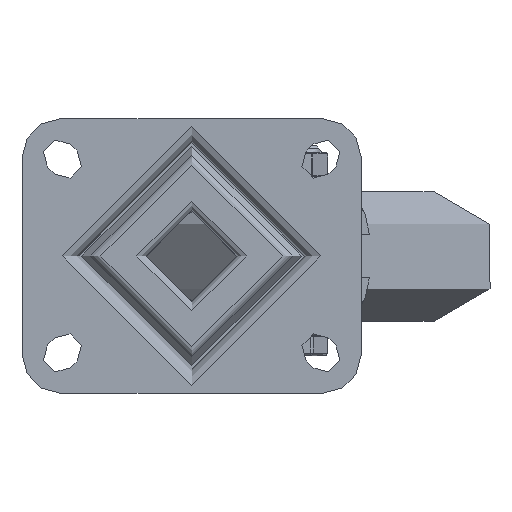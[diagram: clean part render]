
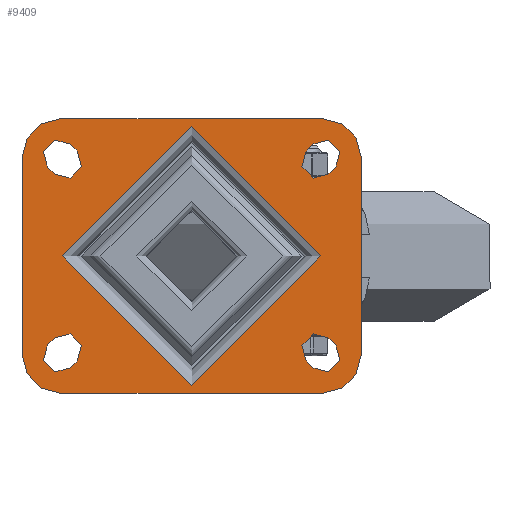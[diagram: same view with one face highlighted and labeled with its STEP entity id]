
A CAD part, top view. The second image highlights one B-rep face of the part: STEP entity #9409.
In plain terms, the highlighted planar face has unit normal (0, 0, 1).
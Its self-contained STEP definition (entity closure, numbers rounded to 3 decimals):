
#926=FACE_BOUND('',#1893,.T.);
#927=FACE_BOUND('',#1894,.T.);
#928=FACE_BOUND('',#1895,.T.);
#929=FACE_BOUND('',#1896,.T.);
#930=FACE_BOUND('',#1897,.T.);
#1033=PLANE('',#10232);
#1302=FACE_OUTER_BOUND('',#1892,.T.);
#1892=EDGE_LOOP('',(#6530,#6531,#6532,#6533,#6534,#6535,#6536,#6537));
#1893=EDGE_LOOP('',(#6538));
#1894=EDGE_LOOP('',(#6539,#6540,#6541,#6542));
#1895=EDGE_LOOP('',(#6543,#6544,#6545,#6546));
#1896=EDGE_LOOP('',(#6547,#6548,#6549,#6550));
#1897=EDGE_LOOP('',(#6551,#6552,#6553,#6554));
#2593=LINE('',#13674,#3170);
#2594=LINE('',#13675,#3171);
#2595=LINE('',#13676,#3172);
#2596=LINE('',#13677,#3173);
#2597=LINE('',#13678,#3174);
#2598=LINE('',#13679,#3175);
#2599=LINE('',#13680,#3176);
#2600=LINE('',#13681,#3177);
#2601=LINE('',#13682,#3178);
#2602=LINE('',#13683,#3179);
#2603=LINE('',#13684,#3180);
#2604=LINE('',#13685,#3181);
#3170=VECTOR('',#11269,1000.);
#3171=VECTOR('',#11270,1000.);
#3172=VECTOR('',#11271,1000.);
#3173=VECTOR('',#11272,1000.);
#3174=VECTOR('',#11273,1000.);
#3175=VECTOR('',#11274,1000.);
#3176=VECTOR('',#11275,1000.);
#3177=VECTOR('',#11276,1000.);
#3178=VECTOR('',#11277,1000.);
#3179=VECTOR('',#11278,1000.);
#3180=VECTOR('',#11279,1000.);
#3181=VECTOR('',#11280,1000.);
#3705=CIRCLE('',#10162,5.);
#3708=CIRCLE('',#10166,5.);
#3709=CIRCLE('',#10168,5.);
#3712=CIRCLE('',#10172,5.);
#3713=CIRCLE('',#10174,5.);
#3716=CIRCLE('',#10178,5.);
#3717=CIRCLE('',#10180,5.);
#3720=CIRCLE('',#10184,5.);
#3722=CIRCLE('',#10187,12.);
#3724=CIRCLE('',#10190,12.);
#3726=CIRCLE('',#10193,12.);
#3728=CIRCLE('',#10196,12.);
#3737=CIRCLE('',#10210,40.);
#4095=VERTEX_POINT('',#13496);
#4096=VERTEX_POINT('',#13497);
#4101=VERTEX_POINT('',#13508);
#4102=VERTEX_POINT('',#13510);
#4103=VERTEX_POINT('',#13514);
#4104=VERTEX_POINT('',#13515);
#4109=VERTEX_POINT('',#13526);
#4110=VERTEX_POINT('',#13528);
#4111=VERTEX_POINT('',#13532);
#4112=VERTEX_POINT('',#13533);
#4117=VERTEX_POINT('',#13544);
#4118=VERTEX_POINT('',#13546);
#4119=VERTEX_POINT('',#13550);
#4120=VERTEX_POINT('',#13551);
#4125=VERTEX_POINT('',#13562);
#4126=VERTEX_POINT('',#13564);
#4129=VERTEX_POINT('',#13571);
#4130=VERTEX_POINT('',#13573);
#4133=VERTEX_POINT('',#13580);
#4134=VERTEX_POINT('',#13582);
#4137=VERTEX_POINT('',#13589);
#4138=VERTEX_POINT('',#13591);
#4141=VERTEX_POINT('',#13598);
#4142=VERTEX_POINT('',#13600);
#4149=VERTEX_POINT('',#13624);
#5004=EDGE_CURVE('',#4095,#4096,#3705,.T.);
#5010=EDGE_CURVE('',#4101,#4102,#3708,.T.);
#5012=EDGE_CURVE('',#4103,#4104,#3709,.T.);
#5018=EDGE_CURVE('',#4109,#4110,#3712,.T.);
#5020=EDGE_CURVE('',#4111,#4112,#3713,.T.);
#5026=EDGE_CURVE('',#4117,#4118,#3716,.T.);
#5028=EDGE_CURVE('',#4119,#4120,#3717,.T.);
#5034=EDGE_CURVE('',#4125,#4126,#3720,.T.);
#5038=EDGE_CURVE('',#4129,#4130,#3722,.T.);
#5042=EDGE_CURVE('',#4133,#4134,#3724,.T.);
#5046=EDGE_CURVE('',#4137,#4138,#3726,.T.);
#5050=EDGE_CURVE('',#4141,#4142,#3728,.T.);
#5062=EDGE_CURVE('',#4149,#4149,#3737,.T.);
#5091=EDGE_CURVE('',#4138,#4141,#2593,.T.);
#5092=EDGE_CURVE('',#4134,#4137,#2594,.T.);
#5093=EDGE_CURVE('',#4130,#4133,#2595,.T.);
#5094=EDGE_CURVE('',#4142,#4129,#2596,.T.);
#5095=EDGE_CURVE('',#4120,#4125,#2597,.T.);
#5096=EDGE_CURVE('',#4126,#4119,#2598,.T.);
#5097=EDGE_CURVE('',#4112,#4117,#2599,.T.);
#5098=EDGE_CURVE('',#4118,#4111,#2600,.T.);
#5099=EDGE_CURVE('',#4104,#4109,#2601,.T.);
#5100=EDGE_CURVE('',#4110,#4103,#2602,.T.);
#5101=EDGE_CURVE('',#4096,#4101,#2603,.T.);
#5102=EDGE_CURVE('',#4102,#4095,#2604,.T.);
#6530=ORIENTED_EDGE('',*,*,#5050,.F.);
#6531=ORIENTED_EDGE('',*,*,#5091,.F.);
#6532=ORIENTED_EDGE('',*,*,#5046,.F.);
#6533=ORIENTED_EDGE('',*,*,#5092,.F.);
#6534=ORIENTED_EDGE('',*,*,#5042,.F.);
#6535=ORIENTED_EDGE('',*,*,#5093,.F.);
#6536=ORIENTED_EDGE('',*,*,#5038,.F.);
#6537=ORIENTED_EDGE('',*,*,#5094,.F.);
#6538=ORIENTED_EDGE('',*,*,#5062,.F.);
#6539=ORIENTED_EDGE('',*,*,#5034,.F.);
#6540=ORIENTED_EDGE('',*,*,#5095,.F.);
#6541=ORIENTED_EDGE('',*,*,#5028,.F.);
#6542=ORIENTED_EDGE('',*,*,#5096,.F.);
#6543=ORIENTED_EDGE('',*,*,#5026,.F.);
#6544=ORIENTED_EDGE('',*,*,#5097,.F.);
#6545=ORIENTED_EDGE('',*,*,#5020,.F.);
#6546=ORIENTED_EDGE('',*,*,#5098,.F.);
#6547=ORIENTED_EDGE('',*,*,#5018,.F.);
#6548=ORIENTED_EDGE('',*,*,#5099,.F.);
#6549=ORIENTED_EDGE('',*,*,#5012,.F.);
#6550=ORIENTED_EDGE('',*,*,#5100,.F.);
#6551=ORIENTED_EDGE('',*,*,#5010,.F.);
#6552=ORIENTED_EDGE('',*,*,#5101,.F.);
#6553=ORIENTED_EDGE('',*,*,#5004,.F.);
#6554=ORIENTED_EDGE('',*,*,#5102,.F.);
#9409=ADVANCED_FACE('',(#1302,#926,#927,#928,#929,#930),#1033,.T.);
#10162=AXIS2_PLACEMENT_3D('',#13498,#11085,#11086);
#10166=AXIS2_PLACEMENT_3D('',#13511,#11096,#11097);
#10168=AXIS2_PLACEMENT_3D('',#13516,#11101,#11102);
#10172=AXIS2_PLACEMENT_3D('',#13529,#11112,#11113);
#10174=AXIS2_PLACEMENT_3D('',#13534,#11117,#11118);
#10178=AXIS2_PLACEMENT_3D('',#13547,#11128,#11129);
#10180=AXIS2_PLACEMENT_3D('',#13552,#11133,#11134);
#10184=AXIS2_PLACEMENT_3D('',#13565,#11144,#11145);
#10187=AXIS2_PLACEMENT_3D('',#13574,#11152,#11153);
#10190=AXIS2_PLACEMENT_3D('',#13583,#11160,#11161);
#10193=AXIS2_PLACEMENT_3D('',#13592,#11168,#11169);
#10196=AXIS2_PLACEMENT_3D('',#13601,#11176,#11177);
#10210=AXIS2_PLACEMENT_3D('',#13625,#11207,#11208);
#10232=AXIS2_PLACEMENT_3D('',#13673,#11267,#11268);
#11085=DIRECTION('center_axis',(0.,0.,1.));
#11086=DIRECTION('ref_axis',(-1.,0.,0.));
#11096=DIRECTION('center_axis',(0.,0.,1.));
#11097=DIRECTION('ref_axis',(-1.,0.,0.));
#11101=DIRECTION('center_axis',(0.,0.,1.));
#11102=DIRECTION('ref_axis',(-1.,0.,0.));
#11112=DIRECTION('center_axis',(0.,0.,1.));
#11113=DIRECTION('ref_axis',(-1.,0.,0.));
#11117=DIRECTION('center_axis',(0.,0.,1.));
#11118=DIRECTION('ref_axis',(1.,0.,0.));
#11128=DIRECTION('center_axis',(0.,0.,1.));
#11129=DIRECTION('ref_axis',(1.,0.,0.));
#11133=DIRECTION('center_axis',(0.,0.,1.));
#11134=DIRECTION('ref_axis',(1.,0.,0.));
#11144=DIRECTION('center_axis',(0.,0.,1.));
#11145=DIRECTION('ref_axis',(1.,0.,0.));
#11152=DIRECTION('center_axis',(0.,0.,-1.));
#11153=DIRECTION('ref_axis',(-0.707,0.707,0.));
#11160=DIRECTION('center_axis',(0.,0.,-1.));
#11161=DIRECTION('ref_axis',(0.707,0.707,0.));
#11168=DIRECTION('center_axis',(0.,0.,-1.));
#11169=DIRECTION('ref_axis',(0.707,-0.707,0.));
#11176=DIRECTION('center_axis',(0.,0.,-1.));
#11177=DIRECTION('ref_axis',(-0.707,-0.707,0.));
#11207=DIRECTION('center_axis',(0.,0.,1.));
#11208=DIRECTION('ref_axis',(1.,0.,0.));
#11267=DIRECTION('center_axis',(0.,0.,1.));
#11268=DIRECTION('ref_axis',(1.,0.,0.));
#11269=DIRECTION('',(-1.,0.,0.));
#11270=DIRECTION('',(0.,-1.,0.));
#11271=DIRECTION('',(1.,0.,0.));
#11272=DIRECTION('',(0.,1.,0.));
#11273=DIRECTION('',(0.707,-0.707,0.));
#11274=DIRECTION('',(-0.707,0.707,0.));
#11275=DIRECTION('',(0.707,0.707,0.));
#11276=DIRECTION('',(-0.707,-0.707,0.));
#11277=DIRECTION('',(-0.707,-0.707,0.));
#11278=DIRECTION('',(0.707,0.707,0.));
#11279=DIRECTION('',(-0.707,0.707,0.));
#11280=DIRECTION('',(0.707,-0.707,0.));
#13496=CARTESIAN_POINT('',(37.525,-34.596,2.5));
#13497=CARTESIAN_POINT('',(44.596,-27.525,2.5));
#13498=CARTESIAN_POINT('Origin',(41.061,-31.061,2.5));
#13508=CARTESIAN_POINT('',(42.475,-25.404,2.5));
#13510=CARTESIAN_POINT('',(35.404,-32.475,2.5));
#13511=CARTESIAN_POINT('Origin',(38.939,-28.939,2.5));
#13514=CARTESIAN_POINT('',(44.596,27.525,2.5));
#13515=CARTESIAN_POINT('',(37.525,34.596,2.5));
#13516=CARTESIAN_POINT('Origin',(41.061,31.061,2.5));
#13526=CARTESIAN_POINT('',(35.404,32.475,2.5));
#13528=CARTESIAN_POINT('',(42.475,25.404,2.5));
#13529=CARTESIAN_POINT('Origin',(38.939,28.939,2.5));
#13532=CARTESIAN_POINT('',(-44.596,-27.525,2.5));
#13533=CARTESIAN_POINT('',(-37.525,-34.596,2.5));
#13534=CARTESIAN_POINT('Origin',(-41.061,-31.061,2.5));
#13544=CARTESIAN_POINT('',(-35.404,-32.475,2.5));
#13546=CARTESIAN_POINT('',(-42.475,-25.404,2.5));
#13547=CARTESIAN_POINT('Origin',(-38.939,-28.939,2.5));
#13550=CARTESIAN_POINT('',(-37.525,34.596,2.5));
#13551=CARTESIAN_POINT('',(-44.596,27.525,2.5));
#13552=CARTESIAN_POINT('Origin',(-41.061,31.061,2.5));
#13562=CARTESIAN_POINT('',(-42.475,25.404,2.5));
#13564=CARTESIAN_POINT('',(-35.404,32.475,2.5));
#13565=CARTESIAN_POINT('Origin',(-38.939,28.939,2.5));
#13571=CARTESIAN_POINT('',(-52.5,30.5,2.5));
#13573=CARTESIAN_POINT('',(-40.5,42.5,2.5));
#13574=CARTESIAN_POINT('Origin',(-40.5,30.5,2.5));
#13580=CARTESIAN_POINT('',(40.5,42.5,2.5));
#13582=CARTESIAN_POINT('',(52.5,30.5,2.5));
#13583=CARTESIAN_POINT('Origin',(40.5,30.5,2.5));
#13589=CARTESIAN_POINT('',(52.5,-30.5,2.5));
#13591=CARTESIAN_POINT('',(40.5,-42.5,2.5));
#13592=CARTESIAN_POINT('Origin',(40.5,-30.5,2.5));
#13598=CARTESIAN_POINT('',(-40.5,-42.5,2.5));
#13600=CARTESIAN_POINT('',(-52.5,-30.5,2.5));
#13601=CARTESIAN_POINT('Origin',(-40.5,-30.5,2.5));
#13624=CARTESIAN_POINT('',(40.,0.,2.5));
#13625=CARTESIAN_POINT('Origin',(0.,0.,2.5));
#13673=CARTESIAN_POINT('Origin',(0.,0.,2.5));
#13674=CARTESIAN_POINT('',(52.5,-42.5,2.5));
#13675=CARTESIAN_POINT('',(52.5,42.5,2.5));
#13676=CARTESIAN_POINT('',(-52.5,42.5,2.5));
#13677=CARTESIAN_POINT('',(-52.5,-42.5,2.5));
#13678=CARTESIAN_POINT('',(-44.596,27.525,2.5));
#13679=CARTESIAN_POINT('',(-37.525,34.596,2.5));
#13680=CARTESIAN_POINT('',(-37.525,-34.596,2.5));
#13681=CARTESIAN_POINT('',(-44.596,-27.525,2.5));
#13682=CARTESIAN_POINT('',(37.525,34.596,2.5));
#13683=CARTESIAN_POINT('',(44.596,27.525,2.5));
#13684=CARTESIAN_POINT('',(44.596,-27.525,2.5));
#13685=CARTESIAN_POINT('',(37.525,-34.596,2.5));
